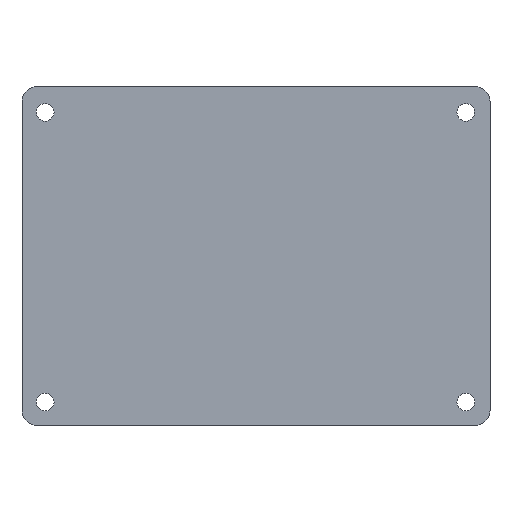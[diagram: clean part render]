
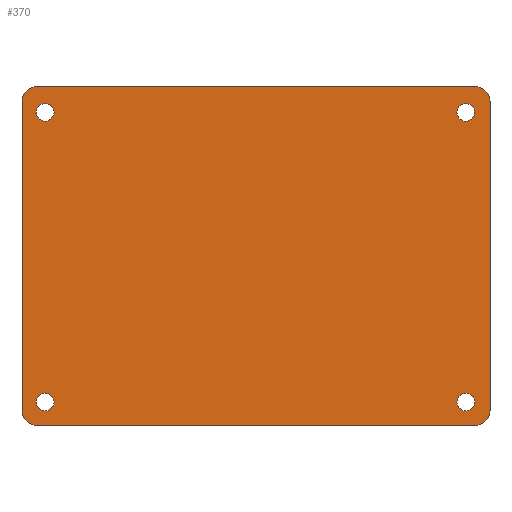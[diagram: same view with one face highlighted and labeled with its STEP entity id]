
A CAD part, front view. The second image highlights one B-rep face of the part: STEP entity #370.
In plain terms, the highlighted planar face has unit normal (0, -1, 0).
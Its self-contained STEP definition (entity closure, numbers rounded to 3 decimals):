
#23=FACE_BOUND('',#85,.T.);
#24=FACE_BOUND('',#86,.T.);
#25=FACE_BOUND('',#87,.T.);
#26=FACE_BOUND('',#88,.T.);
#36=PLANE('',#430);
#54=FACE_OUTER_BOUND('',#84,.T.);
#84=EDGE_LOOP('',(#313,#314,#315,#316,#317,#318,#319,#320));
#85=EDGE_LOOP('',(#321));
#86=EDGE_LOOP('',(#322));
#87=EDGE_LOOP('',(#323));
#88=EDGE_LOOP('',(#324));
#97=LINE('',#568,#121);
#103=LINE('',#596,#127);
#106=LINE('',#604,#130);
#108=LINE('',#610,#132);
#121=VECTOR('',#449,10.);
#127=VECTOR('',#477,10.);
#130=VECTOR('',#486,10.);
#132=VECTOR('',#494,10.);
#141=CIRCLE('',#390,2.);
#150=CIRCLE('',#402,2.);
#151=CIRCLE('',#405,2.);
#152=CIRCLE('',#408,2.);
#154=CIRCLE('',#412,1.2);
#156=CIRCLE('',#415,1.2);
#158=CIRCLE('',#418,1.2);
#160=CIRCLE('',#421,1.2);
#165=VERTEX_POINT('',#555);
#166=VERTEX_POINT('',#556);
#170=VERTEX_POINT('',#566);
#180=VERTEX_POINT('',#590);
#181=VERTEX_POINT('',#594);
#182=VERTEX_POINT('',#598);
#183=VERTEX_POINT('',#602);
#184=VERTEX_POINT('',#606);
#186=VERTEX_POINT('',#614);
#188=VERTEX_POINT('',#620);
#190=VERTEX_POINT('',#626);
#192=VERTEX_POINT('',#632);
#197=EDGE_CURVE('',#165,#166,#141,.T.);
#203=EDGE_CURVE('',#165,#170,#97,.T.);
#214=EDGE_CURVE('',#180,#170,#150,.T.);
#217=EDGE_CURVE('',#180,#181,#103,.T.);
#218=EDGE_CURVE('',#182,#181,#151,.T.);
#221=EDGE_CURVE('',#182,#183,#106,.T.);
#222=EDGE_CURVE('',#184,#183,#152,.T.);
#224=EDGE_CURVE('',#184,#166,#108,.T.);
#227=EDGE_CURVE('',#186,#186,#154,.T.);
#230=EDGE_CURVE('',#188,#188,#156,.T.);
#233=EDGE_CURVE('',#190,#190,#158,.T.);
#236=EDGE_CURVE('',#192,#192,#160,.T.);
#313=ORIENTED_EDGE('',*,*,#197,.F.);
#314=ORIENTED_EDGE('',*,*,#203,.T.);
#315=ORIENTED_EDGE('',*,*,#214,.F.);
#316=ORIENTED_EDGE('',*,*,#217,.T.);
#317=ORIENTED_EDGE('',*,*,#218,.F.);
#318=ORIENTED_EDGE('',*,*,#221,.T.);
#319=ORIENTED_EDGE('',*,*,#222,.F.);
#320=ORIENTED_EDGE('',*,*,#224,.T.);
#321=ORIENTED_EDGE('',*,*,#227,.F.);
#322=ORIENTED_EDGE('',*,*,#230,.F.);
#323=ORIENTED_EDGE('',*,*,#233,.F.);
#324=ORIENTED_EDGE('',*,*,#236,.F.);
#370=ADVANCED_FACE('',(#54,#23,#24,#25,#26),#36,.T.);
#390=AXIS2_PLACEMENT_3D('',#557,#439,#440);
#402=AXIS2_PLACEMENT_3D('',#591,#471,#472);
#405=AXIS2_PLACEMENT_3D('',#599,#480,#481);
#408=AXIS2_PLACEMENT_3D('',#607,#489,#490);
#412=AXIS2_PLACEMENT_3D('',#616,#500,#501);
#415=AXIS2_PLACEMENT_3D('',#622,#507,#508);
#418=AXIS2_PLACEMENT_3D('',#628,#514,#515);
#421=AXIS2_PLACEMENT_3D('',#634,#521,#522);
#430=AXIS2_PLACEMENT_3D('',#647,#539,#540);
#439=DIRECTION('center_axis',(0.,1.,0.));
#440=DIRECTION('ref_axis',(0.707,0.,-0.707));
#449=DIRECTION('',(0.,0.,1.));
#471=DIRECTION('center_axis',(0.,1.,0.));
#472=DIRECTION('ref_axis',(0.707,0.,0.707));
#477=DIRECTION('',(-1.,0.,0.));
#480=DIRECTION('center_axis',(0.,1.,0.));
#481=DIRECTION('ref_axis',(-0.707,0.,0.707));
#486=DIRECTION('',(0.,0.,-1.));
#489=DIRECTION('center_axis',(0.,1.,0.));
#490=DIRECTION('ref_axis',(-0.707,0.,-0.707));
#494=DIRECTION('',(1.,0.,0.));
#500=DIRECTION('center_axis',(0.,-1.,0.));
#501=DIRECTION('ref_axis',(1.,0.,0.));
#507=DIRECTION('center_axis',(0.,-1.,0.));
#508=DIRECTION('ref_axis',(1.,0.,0.));
#514=DIRECTION('center_axis',(0.,-1.,0.));
#515=DIRECTION('ref_axis',(1.,0.,0.));
#521=DIRECTION('center_axis',(0.,-1.,0.));
#522=DIRECTION('ref_axis',(1.,0.,0.));
#539=DIRECTION('center_axis',(0.,-1.,0.));
#540=DIRECTION('ref_axis',(1.,0.,0.));
#555=CARTESIAN_POINT('',(31.8,-5.,-21.));
#556=CARTESIAN_POINT('',(29.8,-5.,-23.));
#557=CARTESIAN_POINT('Origin',(29.8,-5.,-21.));
#566=CARTESIAN_POINT('',(31.8,-5.,21.));
#568=CARTESIAN_POINT('',(31.8,-5.,23.));
#590=CARTESIAN_POINT('',(29.8,-5.,23.));
#591=CARTESIAN_POINT('Origin',(29.8,-5.,21.));
#594=CARTESIAN_POINT('',(-29.8,-5.,23.));
#596=CARTESIAN_POINT('',(-31.8,-5.,23.));
#598=CARTESIAN_POINT('',(-31.8,-5.,21.));
#599=CARTESIAN_POINT('Origin',(-29.8,-5.,21.));
#602=CARTESIAN_POINT('',(-31.8,-5.,-21.));
#604=CARTESIAN_POINT('',(-31.8,-5.,-23.));
#606=CARTESIAN_POINT('',(-29.8,-5.,-23.));
#607=CARTESIAN_POINT('Origin',(-29.8,-5.,-21.));
#610=CARTESIAN_POINT('',(31.8,-5.,-23.));
#614=CARTESIAN_POINT('',(27.3,-5.,19.526));
#616=CARTESIAN_POINT('Origin',(28.5,-5.,19.526));
#620=CARTESIAN_POINT('',(27.3,-5.,-19.844));
#622=CARTESIAN_POINT('Origin',(28.5,-5.,-19.844));
#626=CARTESIAN_POINT('',(-29.85,-5.,19.526));
#628=CARTESIAN_POINT('Origin',(-28.65,-5.,19.526));
#632=CARTESIAN_POINT('',(-29.85,-5.,-19.844));
#634=CARTESIAN_POINT('Origin',(-28.65,-5.,-19.844));
#647=CARTESIAN_POINT('Origin',(0.,-5.,0.));
